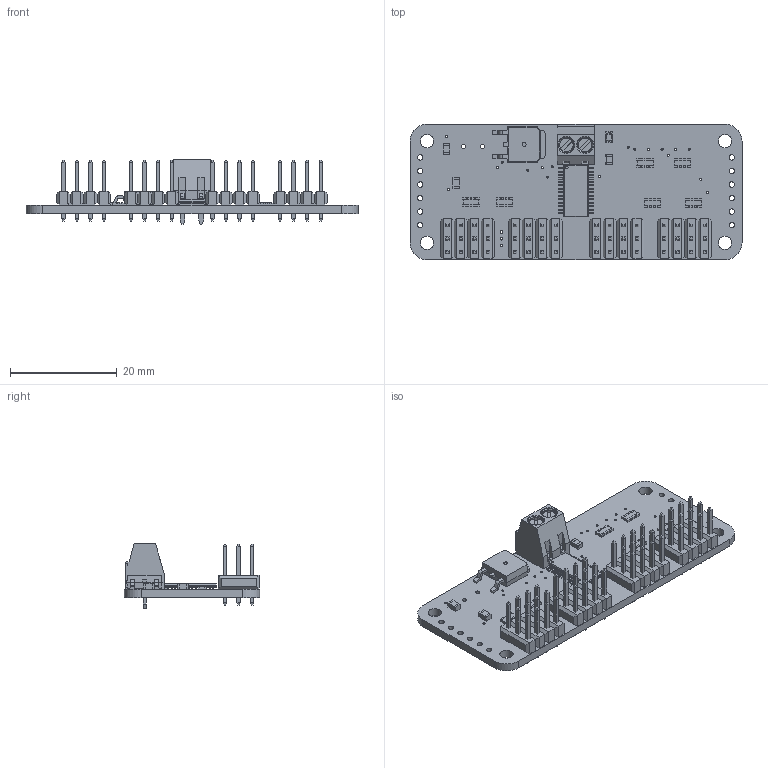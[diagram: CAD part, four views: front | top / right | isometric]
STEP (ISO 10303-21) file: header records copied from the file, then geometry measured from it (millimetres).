
FILE_DESCRIPTION(/* description */ (''),/* implementation_level */ '2;1');
FILE_NAME(/* name */ 'PCB Component.step',/* time_stamp */ '2023-01-20T13:38:43-05:00',/* author */ (''),/* organization */ (''),/* preprocessor_version */ 'ST-DEVELOPER v19.2',/* originating_system */ 'Autodesk Translation Framework v11.17.0.187',/* authorisation */ '');
FILE_SCHEMA (('AUTOMOTIVE_DESIGN { 1 0 10303 214 3 1 1 }'));
Length unit declared in the file: millimetre
Products named in the file (10): PCB Component; Board; PCA9685; 10K; TERMBLOCK_1X2-3.5MM; AOD417; GREEN; 470; 3X04; 10K_1
Assembly tree (18 placements, depth 2):
  PCB Component
    Board
    PCA9685
    10K  x2
    TERMBLOCK_1X2-3.5MM
    AOD417
    GREEN
    470
    3X04  x4
    10K_1  x6
Bounding box: 62.23 x 25.4 x 12.1 mm (x, y, z)
Volume: 3748.1 mm3; surface area: 7041.7 mm2
Topology: 100 solids, 100 shells, 2087 faces, 4985 edges, 3092 vertices
Faces by surface type: plane 1775, cylinder 268, sphere 20, bspline 18, torus 6
Full cylindrical faces by diameter (mm): 0.394 x24, 0.45 x1, 0.5 x3, 0.75 x1, 0.813 x2, 1 x50, 1.016 x12, 2.5 x4, 2.9 x2, 3 x4
Entity records: 35053 total; most frequent: CARTESIAN_POINT 7349, DIRECTION 5528, ORIENTED_EDGE 5444, EDGE_CURVE 2722, LINE 2122, VECTOR 2122, VERTEX_POINT 1736, AXIS2_PLACEMENT_3D 1703
